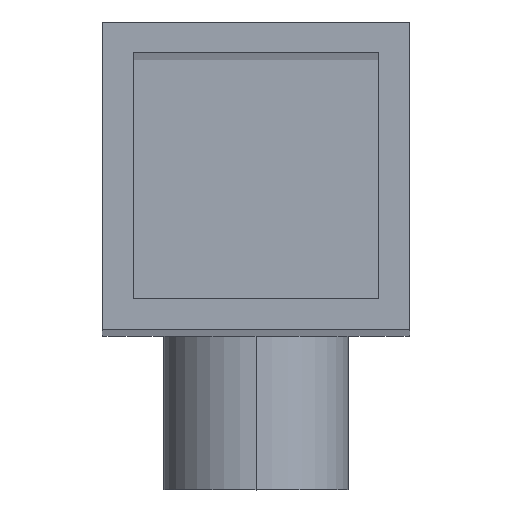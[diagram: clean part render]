
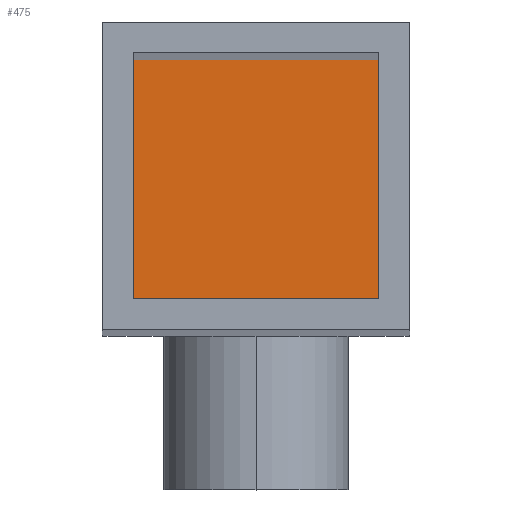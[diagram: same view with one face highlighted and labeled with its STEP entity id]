
A CAD part, top view. The second image highlights one B-rep face of the part: STEP entity #475.
In plain terms, the highlighted planar face has unit normal (0, 0, 1).
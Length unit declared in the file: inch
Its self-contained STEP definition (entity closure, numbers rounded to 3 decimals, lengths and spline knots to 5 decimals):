
#48 = ORIENTED_EDGE ( 'NONE', *, *, #151, .T. ) ;
#50 = VERTEX_POINT ( 'NONE', #453 ) ;
#60 = LINE ( 'NONE', #452, #200 ) ;
#67 = DIRECTION ( 'NONE',  ( 0., 1., 0. ) ) ;
#87 = EDGE_CURVE ( 'NONE', #242, #394, #332, .T. ) ;
#133 = ORIENTED_EDGE ( 'NONE', *, *, #87, .T. ) ;
#151 = EDGE_CURVE ( 'NONE', #164, #242, #408, .T. ) ;
#157 = CARTESIAN_POINT ( 'NONE',  ( 0.4, 0.9, -6.325 ) ) ;
#164 = VERTEX_POINT ( 'NONE', #257 ) ;
#165 = ORIENTED_EDGE ( 'NONE', *, *, #361, .T. ) ;
#183 = FACE_OUTER_BOUND ( 'NONE', #324, .T. ) ;
#200 = VECTOR ( 'NONE', #446, 39.37008 ) ;
#226 = CARTESIAN_POINT ( 'NONE',  ( -0.4, 0.9, -6.325 ) ) ;
#242 = VERTEX_POINT ( 'NONE', #157 ) ;
#257 = CARTESIAN_POINT ( 'NONE',  ( 0.4, 0.1, -6.325 ) ) ;
#306 = LINE ( 'NONE', #226, #428 ) ;
#324 = EDGE_LOOP ( 'NONE', ( #165, #396, #48, #133 ) ) ;
#331 = DIRECTION ( 'NONE',  ( -1., 0., 0. ) ) ;
#332 = LINE ( 'NONE', #482, #494 ) ;
#334 = CARTESIAN_POINT ( 'NONE',  ( 0., 0., -6.325 ) ) ;
#344 = PLANE ( 'NONE',  #351 ) ;
#351 = AXIS2_PLACEMENT_3D ( 'NONE', #334, #484, #489 ) ;
#361 = EDGE_CURVE ( 'NONE', #394, #50, #306, .T. ) ;
#382 = CARTESIAN_POINT ( 'NONE',  ( -0.4, 0.9, -6.325 ) ) ;
#384 = DIRECTION ( 'NONE',  ( 0., -1., 0. ) ) ;
#394 = VERTEX_POINT ( 'NONE', #382 ) ;
#396 = ORIENTED_EDGE ( 'NONE', *, *, #487, .T. ) ;
#408 = LINE ( 'NONE', #443, #444 ) ;
#428 = VECTOR ( 'NONE', #384, 39.37008 ) ;
#443 = CARTESIAN_POINT ( 'NONE',  ( 0.4, 0.1, -6.325 ) ) ;
#444 = VECTOR ( 'NONE', #67, 39.37008 ) ;
#446 = DIRECTION ( 'NONE',  ( 1., 0., 0. ) ) ;
#452 = CARTESIAN_POINT ( 'NONE',  ( -0.4, 0.1, -6.325 ) ) ;
#453 = CARTESIAN_POINT ( 'NONE',  ( -0.4, 0.1, -6.325 ) ) ;
#475 = ADVANCED_FACE ( 'NONE', ( #183 ), #344, .T. ) ;
#482 = CARTESIAN_POINT ( 'NONE',  ( 0.4, 0.9, -6.325 ) ) ;
#484 = DIRECTION ( 'NONE',  ( 0., 0., 1. ) ) ;
#487 = EDGE_CURVE ( 'NONE', #50, #164, #60, .T. ) ;
#489 = DIRECTION ( 'NONE',  ( 1., 0., 0. ) ) ;
#494 = VECTOR ( 'NONE', #331, 39.37008 ) ;
